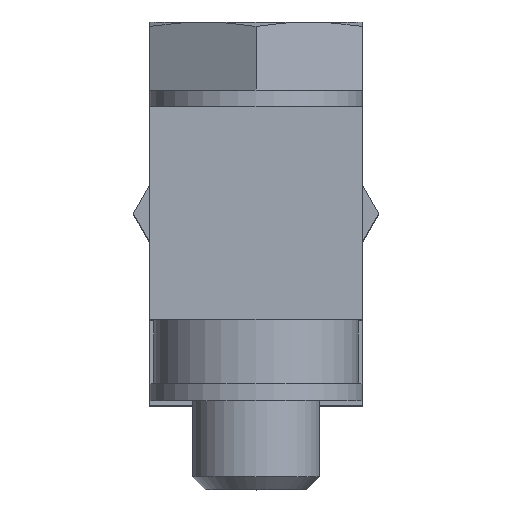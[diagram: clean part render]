
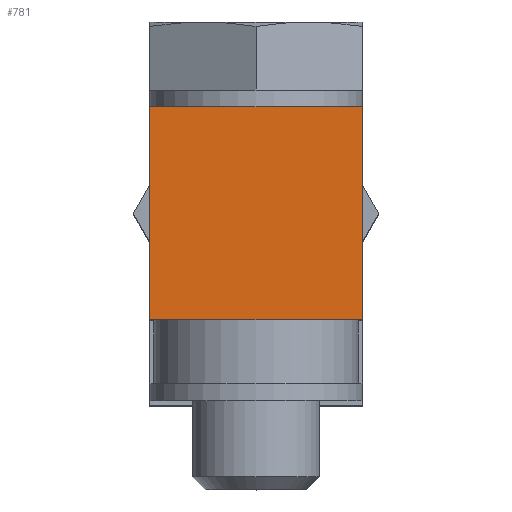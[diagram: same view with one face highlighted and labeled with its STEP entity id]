
A CAD part, top view. The second image highlights one B-rep face of the part: STEP entity #781.
In plain terms, the highlighted planar face has unit normal (0, 0, 1).
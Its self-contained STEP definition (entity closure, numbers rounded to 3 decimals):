
#781=ADVANCED_FACE('',(#935),#868,.F.);
#868=PLANE('',#2216);
#935=FACE_OUTER_BOUND('',#1043,.T.);
#1043=EDGE_LOOP('',(#1366,#1367,#1368,#1369));
#1366=ORIENTED_EDGE('',*,*,#1816,.T.);
#1367=ORIENTED_EDGE('',*,*,#1822,.F.);
#1368=ORIENTED_EDGE('',*,*,#1812,.F.);
#1369=ORIENTED_EDGE('',*,*,#1806,.T.);
#1649=VERTEX_POINT('',#3000);
#1651=VERTEX_POINT('',#3004);
#1657=VERTEX_POINT('',#3023);
#1660=VERTEX_POINT('',#3031);
#1806=EDGE_CURVE('',#1649,#1651,#1960,.T.);
#1812=EDGE_CURVE('',#1649,#1657,#1961,.T.);
#1816=EDGE_CURVE('',#1651,#1660,#1965,.T.);
#1822=EDGE_CURVE('',#1657,#1660,#1970,.T.);
#1960=LINE('',#3005,#2060);
#1961=LINE('',#3022,#2061);
#1965=LINE('',#3030,#2065);
#1970=LINE('',#3041,#2070);
#2060=VECTOR('',#2498,1.);
#2061=VECTOR('',#2521,1.);
#2065=VECTOR('',#2527,1.);
#2070=VECTOR('',#2538,1.);
#2216=AXIS2_PLACEMENT_3D('',#3042,#2539,#2540);
#2498=DIRECTION('',(-1.,0.,0.));
#2521=DIRECTION('',(0.,-1.,0.));
#2527=DIRECTION('',(0.,-1.,0.));
#2538=DIRECTION('',(-1.,0.,0.));
#2539=DIRECTION('',(0.,0.,-1.));
#2540=DIRECTION('',(-1.,0.,0.));
#3000=CARTESIAN_POINT('',(2.5,6.9,4.5));
#3004=CARTESIAN_POINT('',(-2.5,6.9,4.5));
#3005=CARTESIAN_POINT('',(2.5,6.9,4.5));
#3022=CARTESIAN_POINT('',(2.5,6.9,4.5));
#3023=CARTESIAN_POINT('',(2.5,1.9,4.5));
#3030=CARTESIAN_POINT('',(-2.5,6.9,4.5));
#3031=CARTESIAN_POINT('',(-2.5,1.9,4.5));
#3041=CARTESIAN_POINT('',(2.5,1.9,4.5));
#3042=CARTESIAN_POINT('',(2.5,6.9,4.5));
